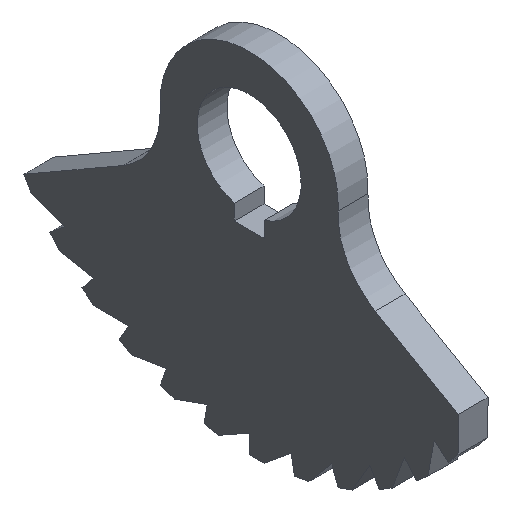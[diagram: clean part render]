
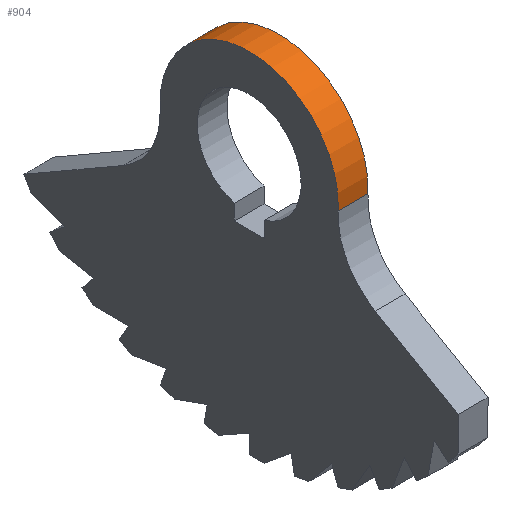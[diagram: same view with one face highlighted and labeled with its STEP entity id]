
A CAD part, isometric view. The second image highlights one B-rep face of the part: STEP entity #904.
In plain terms, the highlighted cylindrical face has radius 12 mm (diameter 24 mm), a partial arc.
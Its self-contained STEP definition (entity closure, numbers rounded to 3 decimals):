
#17=CYLINDRICAL_SURFACE('',#970,12.);
#22=CIRCLE('',#962,12.);
#27=CIRCLE('',#971,12.);
#36=FACE_OUTER_BOUND('',#83,.T.);
#83=EDGE_LOOP('',(#659,#660,#661,#662));
#171=LINE('',#1354,#295);
#174=LINE('',#1363,#298);
#295=VECTOR('',#1081,10.);
#298=VECTOR('',#1090,10.);
#417=VERTEX_POINT('',#1343);
#418=VERTEX_POINT('',#1345);
#419=VERTEX_POINT('',#1350);
#423=VERTEX_POINT('',#1361);
#507=EDGE_CURVE('',#417,#418,#22,.T.);
#512=EDGE_CURVE('',#418,#419,#171,.T.);
#516=EDGE_CURVE('',#423,#417,#174,.T.);
#518=EDGE_CURVE('',#423,#419,#27,.T.);
#659=ORIENTED_EDGE('',*,*,#512,.F.);
#660=ORIENTED_EDGE('',*,*,#507,.F.);
#661=ORIENTED_EDGE('',*,*,#516,.F.);
#662=ORIENTED_EDGE('',*,*,#518,.T.);
#904=ADVANCED_FACE('',(#36),#17,.T.);
#962=AXIS2_PLACEMENT_3D('',#1346,#1070,#1071);
#970=AXIS2_PLACEMENT_3D('',#1365,#1092,#1093);
#971=AXIS2_PLACEMENT_3D('',#1366,#1094,#1095);
#1070=DIRECTION('center_axis',(1.,0.,0.));
#1071=DIRECTION('ref_axis',(0.,0.866,-0.5));
#1081=DIRECTION('',(-1.,0.,0.));
#1090=DIRECTION('',(1.,0.,0.));
#1092=DIRECTION('center_axis',(1.,0.,0.));
#1093=DIRECTION('ref_axis',(0.,0.,1.));
#1094=DIRECTION('center_axis',(1.,0.,0.));
#1095=DIRECTION('ref_axis',(0.,0.866,-0.5));
#1343=CARTESIAN_POINT('',(54.5,61.984,-25.621));
#1345=CARTESIAN_POINT('',(54.5,38.016,-25.621));
#1346=CARTESIAN_POINT('Origin',(54.5,50.,-25.));
#1350=CARTESIAN_POINT('',(50.5,38.016,-25.621));
#1354=CARTESIAN_POINT('',(50.5,38.016,-25.621));
#1361=CARTESIAN_POINT('',(50.5,61.984,-25.621));
#1363=CARTESIAN_POINT('',(50.5,61.984,-25.621));
#1365=CARTESIAN_POINT('Origin',(50.5,50.,-25.));
#1366=CARTESIAN_POINT('Origin',(50.5,50.,-25.));
